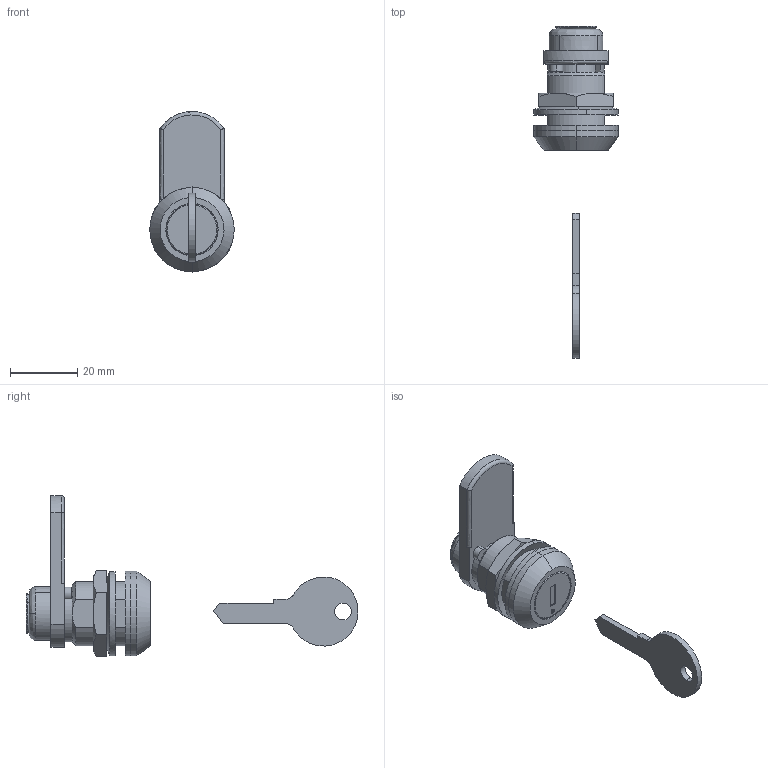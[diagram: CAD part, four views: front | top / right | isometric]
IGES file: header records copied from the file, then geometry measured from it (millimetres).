
Start section: ------------------------------------------------------------------------
Global section: file name: PC009.143956.TL_438_2_17195.igs; native system: spGate; preprocessor: ver19.8.4 (****-****-****-****); author: Unknown; organization: Unknown; date: 250304.115917; units: millimetre
Bounding box: 25 x 98.49 x 47.69 mm (x, y, z)
Volume: 13687.9 mm3; surface area: 11282.9 mm2
Topology: 9 solids, 9 shells, 144 faces, 366 edges, 248 vertices
Faces by surface type: bspline 144
